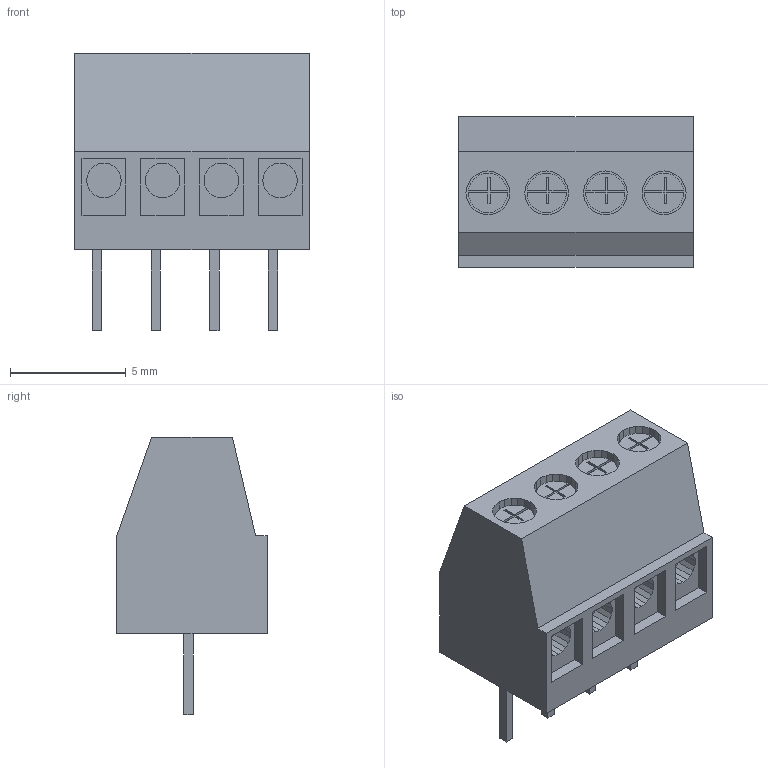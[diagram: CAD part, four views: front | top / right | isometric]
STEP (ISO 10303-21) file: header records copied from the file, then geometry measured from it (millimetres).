
FILE_DESCRIPTION(('FreeCAD Model'),'2;1');
FILE_NAME('TerminalBlock_1x04_P2_54_mm_Horizontal.step', '2020-11-11T16:57:19',('kicad StepUp'),('ksu MCAD'), 'Open CASCADE STEP processor 7.4','FreeCAD','Unknown');
FILE_SCHEMA(('AUTOMOTIVE_DESIGN { 1 0 10303 214 1 1 1 1 }'));
Length unit declared in the file: millimetre
Products named in the file (1): TerminalBlock_1x04_P2_54_mm_Horizontal
Bounding box: 10.16 x 6.5 x 12 mm (x, y, z)
Volume: 455.9 mm3; surface area: 550.2 mm2
Topology: 9 solids, 17 shells, 617 faces, 1701 edges, 1134 vertices
Faces by surface type: plane 617
Entity records: 23515 total; most frequent: CARTESIAN_POINT 3453, ORIENTED_EDGE 3402, DIRECTION 2937, EDGE_CURVE 1701, LINE 1701, VECTOR 1701, VERTEX_POINT 1134, FACE_BOUND 633
